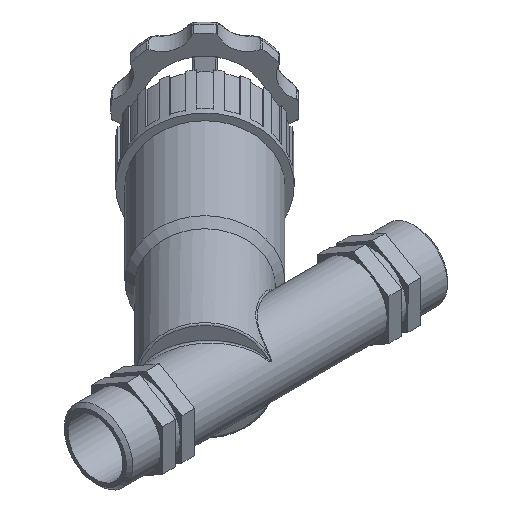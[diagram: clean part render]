
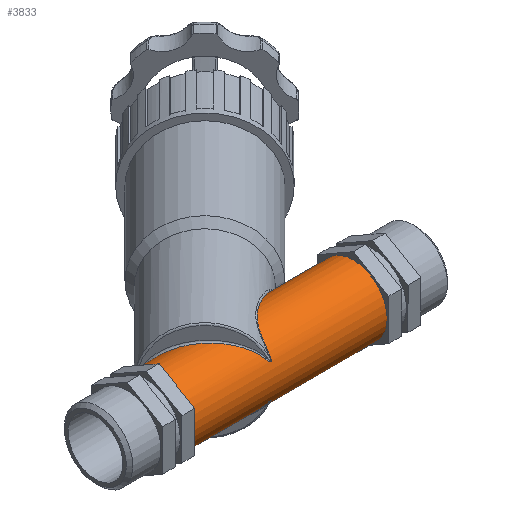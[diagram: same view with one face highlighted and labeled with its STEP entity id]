
A CAD part, isometric view. The second image highlights one B-rep face of the part: STEP entity #3833.
In plain terms, the highlighted cylindrical face has radius 23.901 mm (diameter 47.803 mm), a full revolution.
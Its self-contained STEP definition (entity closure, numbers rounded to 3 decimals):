
#16=ELLIPSE('',#4199,34.516,23.902);
#114=B_SPLINE_CURVE_WITH_KNOTS('',3,(#8420,#8421,#8422,#8423,#8424,#8425,
#8426,#8427,#8428,#8429,#8430,#8431,#8432,#8433,#8434,#8435,#8436),
 .UNSPECIFIED.,.F.,.F.,(4,1,1,1,1,1,1,1,1,1,1,1,1,1,4),(0.,0.08,
0.159,0.199,0.219,0.239,
0.279,0.319,0.329,0.339,
0.359,0.399,0.419,0.478,
0.558),.UNSPECIFIED.);
#115=B_SPLINE_CURVE_WITH_KNOTS('',3,(#8622,#8623,#8624,#8625,#8626,#8627,
#8628,#8629,#8630,#8631,#8632,#8633,#8634,#8635,#8636,#8637,#8638,#8639,
#8640,#8641,#8642,#8643,#8644,#8645,#8646,#8647),.UNSPECIFIED.,.F.,.F.,
(4,1,1,1,1,1,1,1,1,1,1,1,1,1,1,1,1,1,1,1,1,1,1,4),(-16.784,-16.184,
-15.585,-14.986,-14.386,-13.187,
-11.988,-10.79,-9.591,-9.191,
-8.792,-8.392,-7.992,-7.593,
-7.193,-6.394,-5.595,-4.795,
-3.597,-2.398,-1.798,-1.199,
-0.599,0.),.UNSPECIFIED.);
#118=B_SPLINE_CURVE_WITH_KNOTS('',3,(#8754,#8755,#8756,#8757,#8758,#8759,
#8760,#8761,#8762,#8763,#8764,#8765,#8766,#8767,#8768,#8769),
 .UNSPECIFIED.,.F.,.F.,(4,1,1,1,1,1,1,1,1,1,1,1,1,4),(0.,0.159,
0.199,0.209,0.219,0.229,
0.239,0.279,0.319,0.339,
0.359,0.399,0.478,0.558),
 .UNSPECIFIED.);
#161=FACE_BOUND('',#705,.T.);
#162=FACE_BOUND('',#706,.T.);
#468=FACE_OUTER_BOUND('',#704,.T.);
#704=EDGE_LOOP('',(#3395));
#705=EDGE_LOOP('',(#3396));
#706=EDGE_LOOP('',(#3397,#3398,#3399,#3400));
#1516=CIRCLE('',#4207,23.902);
#1517=CIRCLE('',#4208,23.902);
#1830=VERTEX_POINT('',#8324);
#1833=VERTEX_POINT('',#8329);
#1835=VERTEX_POINT('',#8418);
#1837=VERTEX_POINT('',#8620);
#1838=VERTEX_POINT('',#8775);
#1839=VERTEX_POINT('',#8777);
#2365=EDGE_CURVE('',#1833,#1830,#16,.T.);
#2368=EDGE_CURVE('',#1835,#1833,#114,.T.);
#2370=EDGE_CURVE('',#1837,#1835,#115,.T.);
#2373=EDGE_CURVE('',#1830,#1837,#118,.T.);
#2376=EDGE_CURVE('',#1838,#1838,#1516,.T.);
#2377=EDGE_CURVE('',#1839,#1839,#1517,.T.);
#3395=ORIENTED_EDGE('',*,*,#2376,.T.);
#3396=ORIENTED_EDGE('',*,*,#2377,.F.);
#3397=ORIENTED_EDGE('',*,*,#2365,.F.);
#3398=ORIENTED_EDGE('',*,*,#2368,.F.);
#3399=ORIENTED_EDGE('',*,*,#2370,.F.);
#3400=ORIENTED_EDGE('',*,*,#2373,.F.);
#3651=CYLINDRICAL_SURFACE('',#4206,23.902);
#3833=ADVANCED_FACE('',(#468,#161,#162),#3651,.T.);
#4199=AXIS2_PLACEMENT_3D('',#8331,#5111,#5112);
#4206=AXIS2_PLACEMENT_3D('',#8774,#5125,#5126);
#4207=AXIS2_PLACEMENT_3D('',#8776,#5127,#5128);
#4208=AXIS2_PLACEMENT_3D('',#8778,#5129,#5130);
#5111=DIRECTION('center_axis',(0.692,0.721,0.));
#5112=DIRECTION('ref_axis',(-0.721,0.692,0.));
#5125=DIRECTION('center_axis',(1.,0.,0.));
#5126=DIRECTION('ref_axis',(0.,1.,0.));
#5127=DIRECTION('center_axis',(1.,0.,0.));
#5128=DIRECTION('ref_axis',(0.,0.,-1.));
#5129=DIRECTION('center_axis',(1.,0.,0.));
#5130=DIRECTION('ref_axis',(0.,0.,-1.));
#8324=CARTESIAN_POINT('',(-12.691,-19.584,13.702));
#8329=CARTESIAN_POINT('',(-12.691,-19.584,-13.702));
#8331=CARTESIAN_POINT('Origin',(-33.094,0.,0.));
#8418=CARTESIAN_POINT('',(-9.621,-19.816,-13.365));
#8420=CARTESIAN_POINT('Ctrl Pts',(-9.621,-19.816,-13.365));
#8421=CARTESIAN_POINT('Ctrl Pts',(-9.638,-19.958,-13.154));
#8422=CARTESIAN_POINT('Ctrl Pts',(-9.705,-20.234,-12.731));
#8423=CARTESIAN_POINT('Ctrl Pts',(-9.892,-20.555,-12.201));
#8424=CARTESIAN_POINT('Ctrl Pts',(-10.183,-20.736,-11.888));
#8425=CARTESIAN_POINT('Ctrl Pts',(-10.431,-20.788,-11.795));
#8426=CARTESIAN_POINT('Ctrl Pts',(-10.702,-20.789,-11.794));
#8427=CARTESIAN_POINT('Ctrl Pts',(-11.007,-20.718,-11.918));
#8428=CARTESIAN_POINT('Ctrl Pts',(-11.235,-20.625,-12.078));
#8429=CARTESIAN_POINT('Ctrl Pts',(-11.377,-20.557,-12.194));
#8430=CARTESIAN_POINT('Ctrl Pts',(-11.469,-20.51,-12.273));
#8431=CARTESIAN_POINT('Ctrl Pts',(-11.624,-20.424,-12.415));
#8432=CARTESIAN_POINT('Ctrl Pts',(-11.789,-20.32,-12.586));
#8433=CARTESIAN_POINT('Ctrl Pts',(-12.025,-20.156,-12.848));
#8434=CARTESIAN_POINT('Ctrl Pts',(-12.319,-19.926,-13.204));
#8435=CARTESIAN_POINT('Ctrl Pts',(-12.559,-19.711,-13.521));
#8436=CARTESIAN_POINT('Ctrl Pts',(-12.691,-19.584,-13.702));
#8620=CARTESIAN_POINT('',(-9.621,-19.816,13.365));
#8622=CARTESIAN_POINT('Ctrl Pts',(-9.621,-19.816,13.365));
#8623=CARTESIAN_POINT('Ctrl Pts',(-9.489,-18.746,14.951));
#8624=CARTESIAN_POINT('Ctrl Pts',(-9.085,-16.227,17.86));
#8625=CARTESIAN_POINT('Ctrl Pts',(-7.66,-11.615,21.128));
#8626=CARTESIAN_POINT('Ctrl Pts',(-5.096,-6.738,23.115));
#8627=CARTESIAN_POINT('Ctrl Pts',(-0.27,-0.631,
24.197));
#8628=CARTESIAN_POINT('Ctrl Pts',(7.309,5.723,23.547));
#8629=CARTESIAN_POINT('Ctrl Pts',(17.074,11.969,21.04));
#8630=CARTESIAN_POINT('Ctrl Pts',(26.792,17.352,16.922));
#8631=CARTESIAN_POINT('Ctrl Pts',(33.838,20.927,12.081));
#8632=CARTESIAN_POINT('Ctrl Pts',(37.761,22.863,7.236));
#8633=CARTESIAN_POINT('Ctrl Pts',(39.455,23.688,3.827));
#8634=CARTESIAN_POINT('Ctrl Pts',(40.12,24.01,-0.002));
#8635=CARTESIAN_POINT('Ctrl Pts',(39.454,23.688,-3.835));
#8636=CARTESIAN_POINT('Ctrl Pts',(37.754,22.859,-7.24));
#8637=CARTESIAN_POINT('Ctrl Pts',(34.631,21.319,-11.122));
#8638=CARTESIAN_POINT('Ctrl Pts',(29.838,18.9,-14.91));
#8639=CARTESIAN_POINT('Ctrl Pts',(23.554,15.573,-18.325));
#8640=CARTESIAN_POINT('Ctrl Pts',(15.981,11.271,-21.319));
#8641=CARTESIAN_POINT('Ctrl Pts',(7.313,5.724,-23.548));
#8642=CARTESIAN_POINT('Ctrl Pts',(-0.274,-0.633,
-24.198));
#8643=CARTESIAN_POINT('Ctrl Pts',(-5.095,-6.738,-23.114));
#8644=CARTESIAN_POINT('Ctrl Pts',(-7.66,-11.615,-21.128));
#8645=CARTESIAN_POINT('Ctrl Pts',(-9.085,-16.227,-17.86));
#8646=CARTESIAN_POINT('Ctrl Pts',(-9.489,-18.746,-14.951));
#8647=CARTESIAN_POINT('Ctrl Pts',(-9.621,-19.816,-13.365));
#8754=CARTESIAN_POINT('Ctrl Pts',(-12.691,-19.584,13.702));
#8755=CARTESIAN_POINT('Ctrl Pts',(-12.426,-19.838,13.339));
#8756=CARTESIAN_POINT('Ctrl Pts',(-12.078,-20.136,12.885));
#8757=CARTESIAN_POINT('Ctrl Pts',(-11.645,-20.411,12.437));
#8758=CARTESIAN_POINT('Ctrl Pts',(-11.513,-20.486,12.313));
#8759=CARTESIAN_POINT('Ctrl Pts',(-11.446,-20.522,12.253));
#8760=CARTESIAN_POINT('Ctrl Pts',(-11.378,-20.557,12.194));
#8761=CARTESIAN_POINT('Ctrl Pts',(-11.236,-20.625,12.078));
#8762=CARTESIAN_POINT('Ctrl Pts',(-11.007,-20.718,11.918));
#8763=CARTESIAN_POINT('Ctrl Pts',(-10.702,-20.789,11.794));
#8764=CARTESIAN_POINT('Ctrl Pts',(-10.431,-20.788,11.795));
#8765=CARTESIAN_POINT('Ctrl Pts',(-10.183,-20.736,11.888));
#8766=CARTESIAN_POINT('Ctrl Pts',(-9.892,-20.555,12.201));
#8767=CARTESIAN_POINT('Ctrl Pts',(-9.705,-20.234,12.731));
#8768=CARTESIAN_POINT('Ctrl Pts',(-9.638,-19.958,13.154));
#8769=CARTESIAN_POINT('Ctrl Pts',(-9.621,-19.816,13.365));
#8774=CARTESIAN_POINT('Origin',(0.,0.,0.));
#8775=CARTESIAN_POINT('',(-68.,23.902,0.));
#8776=CARTESIAN_POINT('Origin',(-68.,0.,0.));
#8777=CARTESIAN_POINT('',(68.,23.902,0.));
#8778=CARTESIAN_POINT('Origin',(68.,0.,0.));
